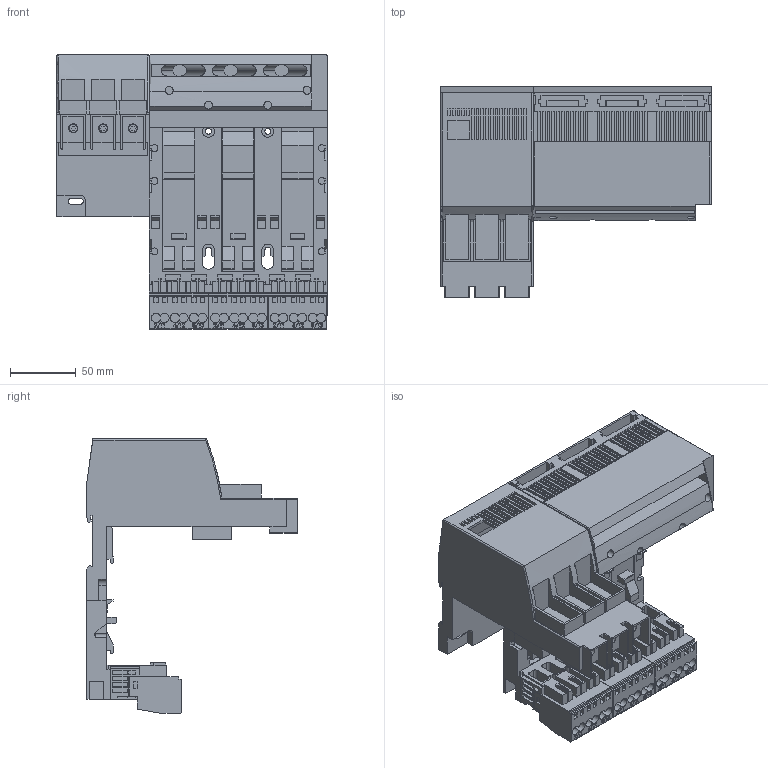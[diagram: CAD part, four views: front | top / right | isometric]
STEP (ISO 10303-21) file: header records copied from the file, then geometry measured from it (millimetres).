
FILE_DESCRIPTION(('no description'),'unknown implementation level');
FILE_NAME('3RA6813-8AC_3D-v.stp',' ',('SIEMENS A&D'),('CADClick - KiM GmbH - www.kimweb.de'),'unknown preprocess','ACIS','unknown authorization');
FILE_SCHEMA(('automotive_design'));
Length unit declared in the file: millimetre
Products named in the file (1): 1
Bounding box: 205 x 159.8 x 207.95 mm (x, y, z)
Volume: 1162991 mm3; surface area: 315787.1 mm2
Topology: 1 solids, 14 shells, 2411 faces, 6890 edges, 4574 vertices
Faces by surface type: plane 2172, cylinder 229, torus 10
Entity records: 154910 total; most frequent: CARTESIAN_POINT 14472, STYLED_ITEM 13876, PRESENTATION_STYLE_ASSIGNMENT 13876, COLOUR_RGB 13876, ORIENTED_EDGE 13792, DIRECTION 12197, EDGE_CURVE 6890, CURVE_STYLE 6890
